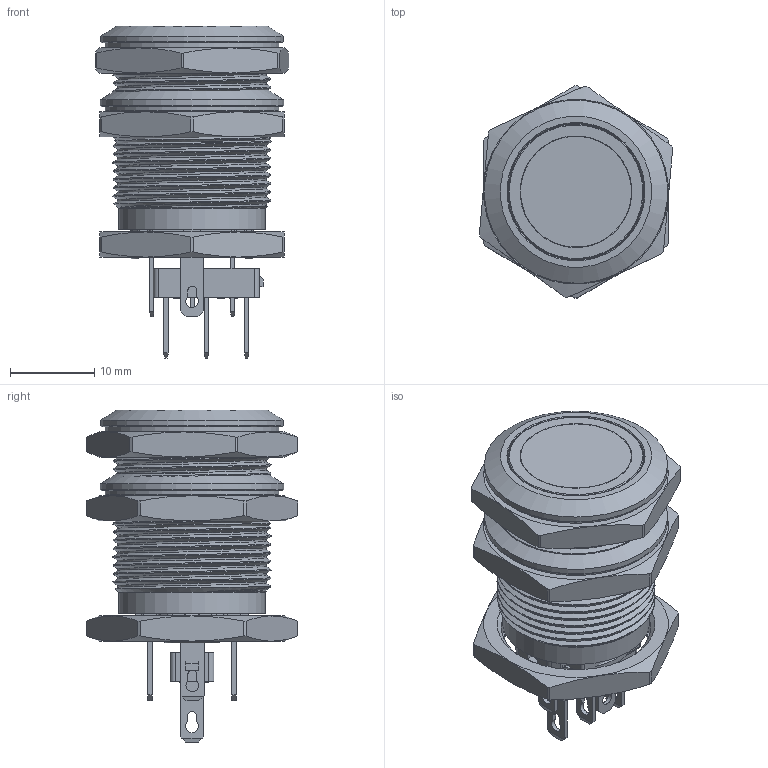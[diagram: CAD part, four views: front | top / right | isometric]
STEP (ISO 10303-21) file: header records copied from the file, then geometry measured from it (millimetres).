
FILE_DESCRIPTION( ( 'STEP AP214' ), '1' );
FILE_NAME( '19mm ring-illuminated pushbutton.stp', '2014-05-13T04:59:52', ( ' ' ), ( ' ' ), 'XStep 1.0', ' ', ' ' );
FILE_SCHEMA( ( 'CONFIG_CONTROL_DESIGN) ( )' ) );
Length unit declared in the file: metre
Products named in the file (9): Assem1; Assem2; 26; 23; 22; 25; R_series-P-19mm sa-metal fixing nut-hex; 19mm housing with lamp; plastic housing_12
Bounding box: 23.02 x 25.2 x 39.5 mm (x, y, z)
Volume: 12989.3 mm3; surface area: 16676.3 mm2
Topology: 19 solids, 19 shells, 1006 faces, 2573 edges, 1641 vertices
Faces by surface type: plane 582, cylinder 242, cone 81, torus 35, bspline 30, extrusion 28, sphere 8
Full cylindrical faces by diameter (mm): 10.17 x3, 13.2 x3, 13.3 x3, 15.5 x2, 16.1 x3, 16.25 x3, 16.7 x2, 16.8 x3, 17.2 x3, 17.5 x3, 17.6 x3, 17.8 x3, 20.7 x3, 21.8 x3
Entity records: 18199 total; most frequent: CARTESIAN_POINT 5204, ORIENTED_EDGE 2288, DIRECTION 2190, EDGE_CURVE 1144, VERTEX_POINT 747, VECTOR 738, AXIS2_PLACEMENT_3D 726, LINE 724
